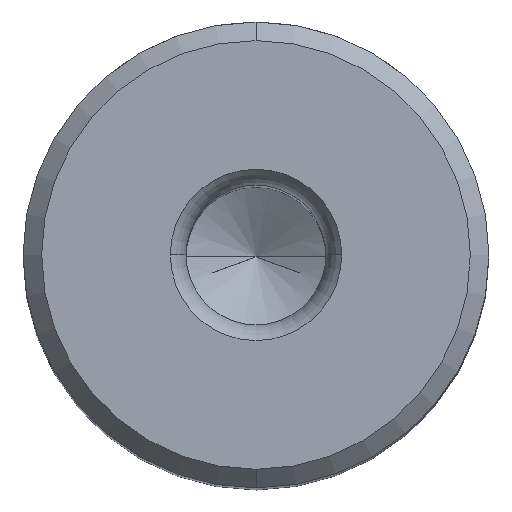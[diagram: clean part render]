
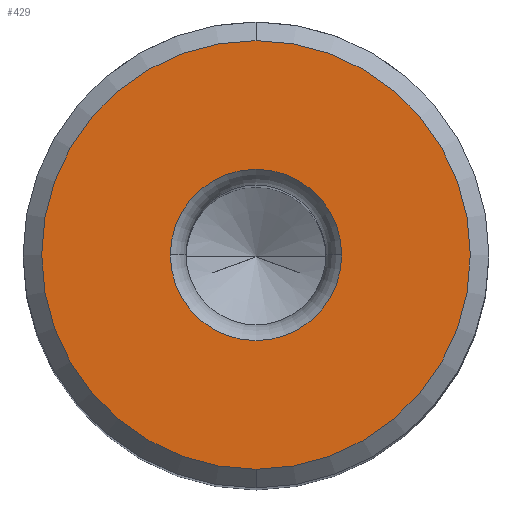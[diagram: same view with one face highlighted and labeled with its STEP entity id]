
A CAD part, top view. The second image highlights one B-rep face of the part: STEP entity #429.
In plain terms, the highlighted face is planar.
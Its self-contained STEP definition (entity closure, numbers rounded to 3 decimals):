
#18=CARTESIAN_POINT('',(0.,0.,0.));
#19=DIRECTION('',(0.,0.,-1.));
#20=DIRECTION('',(1.,0.,0.));
#21=AXIS2_PLACEMENT_3D('',#18,#19,#20);
#27=CARTESIAN_POINT('',(0.,0.,0.));
#28=DIRECTION('',(0.,0.,-1.));
#29=DIRECTION('',(-1.,0.,0.));
#30=AXIS2_PLACEMENT_3D('',#27,#28,#29);
#50=CARTESIAN_POINT('',(0.,0.,0.));
#51=DIRECTION('',(0.,0.,1.));
#52=DIRECTION('',(0.,1.,0.));
#53=AXIS2_PLACEMENT_3D('',#50,#51,#52);
#158=CARTESIAN_POINT('',(0.,0.,0.));
#159=DIRECTION('',(0.,0.,-1.));
#160=DIRECTION('',(0.,1.,0.));
#161=AXIS2_PLACEMENT_3D('',#158,#159,#160);
#380=CARTESIAN_POINT('',(3.677,0.,0.));
#381=CARTESIAN_POINT('',(-3.677,0.,0.));
#382=VERTEX_POINT('',#380);
#383=VERTEX_POINT('',#381);
#388=CARTESIAN_POINT('',(0.,9.2,0.));
#389=CARTESIAN_POINT('',(0.,-9.2,0.));
#390=VERTEX_POINT('',#388);
#391=VERTEX_POINT('',#389);
#412=CARTESIAN_POINT('',(0.,0.,0.));
#413=DIRECTION('',(0.,0.,-1.));
#414=DIRECTION('',(0.,-1.,0.));
#415=AXIS2_PLACEMENT_3D('',#412,#413,#414);
#416=PLANE('',#415);
#418=ORIENTED_EDGE('',*,*,#417,.T.);
#420=ORIENTED_EDGE('',*,*,#419,.F.);
#421=EDGE_LOOP('',(#418,#420));
#422=FACE_OUTER_BOUND('',#421,.F.);
#424=ORIENTED_EDGE('',*,*,#423,.T.);
#426=ORIENTED_EDGE('',*,*,#425,.T.);
#427=EDGE_LOOP('',(#424,#426));
#428=FACE_BOUND('',#427,.F.);
#429=ADVANCED_FACE('',(#422,#428),#416,.T.);
#22=CIRCLE('',#21,3.677);
#31=CIRCLE('',#30,3.677);
#54=CIRCLE('',#53,9.2);
#162=CIRCLE('',#161,9.2);
#417=EDGE_CURVE('',#390,#391,#54,.T.);
#419=EDGE_CURVE('',#390,#391,#162,.T.);
#423=EDGE_CURVE('',#382,#383,#22,.T.);
#425=EDGE_CURVE('',#383,#382,#31,.T.);
